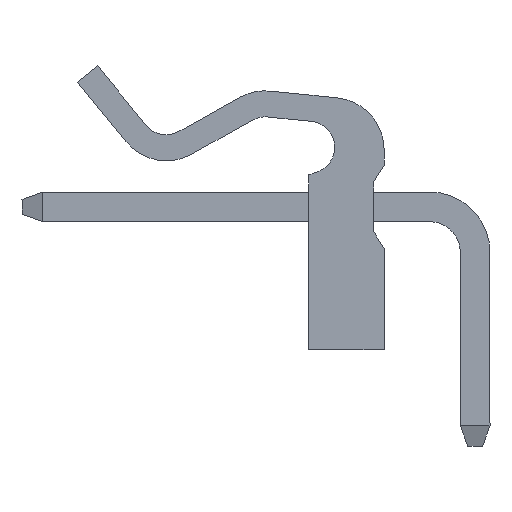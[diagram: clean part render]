
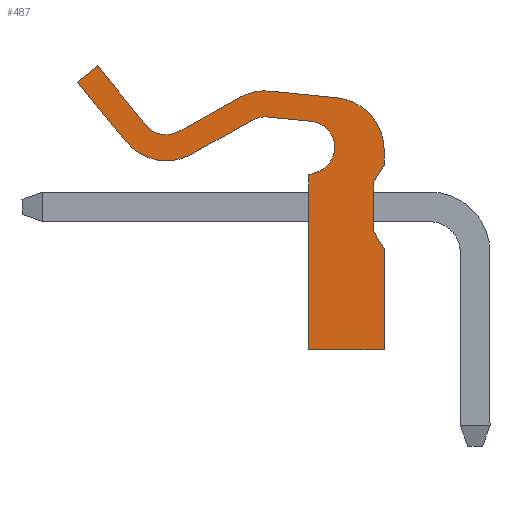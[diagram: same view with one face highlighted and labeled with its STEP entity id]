
A CAD part, left-side view. The second image highlights one B-rep face of the part: STEP entity #487.
In plain terms, the highlighted planar face has unit normal (-1, 0, 0).
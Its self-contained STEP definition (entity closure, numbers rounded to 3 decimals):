
#487=ADVANCED_FACE('',(#874),#876,.T.);
#874=FACE_BOUND('',#875,.T.);
#875=EDGE_LOOP('',(#1187,#1188,#1189,#1190,#1191,#1192,#1193,#1194,#1195,#1196,#1197,
#1198,#1199,#1200,#1201,#1202,#1203,#1204,#1205,#1206,#1207));
#876=PLANE('',#877);
#877=AXIS2_PLACEMENT_3D('',#878,#879,#880);
#878=CARTESIAN_POINT('',(-1.98,0.,0.));
#879=DIRECTION('',(-1.,0.,0.));
#880=DIRECTION('',(0.,0.,-1.));
#1187=ORIENTED_EDGE('',*,*,#1398,.T.);
#1188=ORIENTED_EDGE('',*,*,#1399,.T.);
#1189=ORIENTED_EDGE('',*,*,#1400,.T.);
#1190=ORIENTED_EDGE('',*,*,#1401,.T.);
#1191=ORIENTED_EDGE('',*,*,#1402,.T.);
#1192=ORIENTED_EDGE('',*,*,#1403,.T.);
#1193=ORIENTED_EDGE('',*,*,#1404,.T.);
#1194=ORIENTED_EDGE('',*,*,#1405,.T.);
#1195=ORIENTED_EDGE('',*,*,#1406,.T.);
#1196=ORIENTED_EDGE('',*,*,#1407,.T.);
#1197=ORIENTED_EDGE('',*,*,#1408,.T.);
#1198=ORIENTED_EDGE('',*,*,#1409,.T.);
#1199=ORIENTED_EDGE('',*,*,#1410,.T.);
#1200=ORIENTED_EDGE('',*,*,#1411,.T.);
#1201=ORIENTED_EDGE('',*,*,#1373,.T.);
#1202=ORIENTED_EDGE('',*,*,#1368,.T.);
#1203=ORIENTED_EDGE('',*,*,#1360,.T.);
#1204=ORIENTED_EDGE('',*,*,#1397,.T.);
#1205=ORIENTED_EDGE('',*,*,#1412,.T.);
#1206=ORIENTED_EDGE('',*,*,#1413,.T.);
#1207=ORIENTED_EDGE('',*,*,#1414,.T.);
#1360=EDGE_CURVE('',#1480,#1478,#1481,.T.);
#1368=EDGE_CURVE('',#1494,#1480,#1495,.T.);
#1373=EDGE_CURVE('',#1502,#1494,#1503,.T.);
#1397=EDGE_CURVE('',#1478,#1544,#1546,.T.);
#1398=EDGE_CURVE('',#1547,#1548,#1549,.T.);
#1399=EDGE_CURVE('',#1548,#1550,#1551,.T.);
#1400=EDGE_CURVE('',#1550,#1552,#1553,.T.);
#1401=EDGE_CURVE('',#1552,#1554,#1555,.T.);
#1402=EDGE_CURVE('',#1554,#1556,#1557,.T.);
#1403=EDGE_CURVE('',#1556,#1558,#1559,.T.);
#1404=EDGE_CURVE('',#1558,#1560,#1561,.T.);
#1405=EDGE_CURVE('',#1560,#1562,#1563,.T.);
#1406=EDGE_CURVE('',#1562,#1564,#1565,.T.);
#1407=EDGE_CURVE('',#1564,#1566,#1567,.T.);
#1408=EDGE_CURVE('',#1566,#1568,#1569,.T.);
#1409=EDGE_CURVE('',#1568,#1570,#1571,.T.);
#1410=EDGE_CURVE('',#1570,#1572,#1573,.T.);
#1411=EDGE_CURVE('',#1572,#1502,#1574,.T.);
#1412=EDGE_CURVE('',#1544,#1575,#1576,.T.);
#1413=EDGE_CURVE('',#1575,#1577,#1578,.T.);
#1414=EDGE_CURVE('',#1577,#1547,#1579,.T.);
#1478=VERTEX_POINT('',#1673);
#1480=VERTEX_POINT('',#1677);
#1481=LINE('',#1678,#1679);
#1494=VERTEX_POINT('',#1707);
#1495=LINE('',#1708,#1709);
#1502=VERTEX_POINT('',#1725);
#1503=LINE('',#1726,#1727);
#1544=VERTEX_POINT('',#1819);
#1546=LINE('',#1823,#1824);
#1547=VERTEX_POINT('',#1826);
#1548=VERTEX_POINT('',#1827);
#1549=CIRCLE('',#1828,2.);
#1550=VERTEX_POINT('',#1832);
#1551=LINE('',#1833,#1834);
#1552=VERTEX_POINT('',#1836);
#1553=CIRCLE('',#1837,2.);
#1554=VERTEX_POINT('',#1841);
#1555=LINE('',#1842,#1843);
#1556=VERTEX_POINT('',#1845);
#1557=CIRCLE('',#1846,1.);
#1558=VERTEX_POINT('',#1850);
#1559=LINE('',#1851,#1852);
#1560=VERTEX_POINT('',#1854);
#1561=LINE('',#1855,#1856);
#1562=VERTEX_POINT('',#1858);
#1563=LINE('',#1859,#1860);
#1564=VERTEX_POINT('',#1862);
#1565=CIRCLE('',#1863,2.);
#1566=VERTEX_POINT('',#1867);
#1567=LINE('',#1868,#1869);
#1568=VERTEX_POINT('',#1871);
#1569=CIRCLE('',#1872,1.);
#1570=VERTEX_POINT('',#1876);
#1571=LINE('',#1877,#1878);
#1572=VERTEX_POINT('',#1880);
#1573=CIRCLE('',#1881,1.);
#1574=LINE('',#1885,#1886);
#1575=VERTEX_POINT('',#1888);
#1576=LINE('',#1889,#1890);
#1577=VERTEX_POINT('',#1892);
#1578=LINE('',#1893,#1894);
#1579=LINE('',#1896,#1897);
#1673=CARTESIAN_POINT('',(-1.98,3.5,3.9));
#1677=CARTESIAN_POINT('',(-1.98,3.5,0.));
#1678=CARTESIAN_POINT('',(-1.98,3.5,0.));
#1679=VECTOR('',#1680,1.);
#1680=DIRECTION('',(0.,0.,1.));
#1707=CARTESIAN_POINT('',(-1.98,6.4,0.));
#1708=CARTESIAN_POINT('',(-1.98,6.4,0.));
#1709=VECTOR('',#1710,1.);
#1710=DIRECTION('',(0.,-1.,0.));
#1725=CARTESIAN_POINT('',(-1.98,6.4,6.727));
#1726=CARTESIAN_POINT('',(-1.98,6.4,6.727));
#1727=VECTOR('',#1728,1.);
#1728=DIRECTION('',(0.,0.,-1.));
#1819=CARTESIAN_POINT('',(-1.98,3.9,4.54));
#1823=CARTESIAN_POINT('',(-1.98,3.5,3.9));
#1824=VECTOR('',#1825,1.);
#1825=DIRECTION('',(0.,0.53,0.848));
#1826=CARTESIAN_POINT('',(-1.98,3.5,7.7));
#1827=CARTESIAN_POINT('',(-1.98,5.299,9.69));
#1828=AXIS2_PLACEMENT_3D('',#1829,#1830,#1831);
#1829=CARTESIAN_POINT('',(-1.98,5.5,7.7));
#1830=DIRECTION('',(-1.,-0.,-0.));
#1831=DIRECTION('',(0.,-1.,0.));
#1832=CARTESIAN_POINT('',(-1.98,7.871,9.95));
#1833=CARTESIAN_POINT('',(-1.98,5.299,9.69));
#1834=VECTOR('',#1835,1.);
#1835=DIRECTION('',(0.,0.995,0.101));
#1836=CARTESIAN_POINT('',(-1.98,9.049,9.705));
#1837=AXIS2_PLACEMENT_3D('',#1838,#1839,#1840);
#1838=CARTESIAN_POINT('',(-1.98,8.072,7.96));
#1839=DIRECTION('',(-1.,-0.,-0.));
#1840=DIRECTION('',(0.,-0.101,0.995));
#1841=CARTESIAN_POINT('',(-1.98,11.386,8.397));
#1842=CARTESIAN_POINT('',(-1.98,9.049,9.705));
#1843=VECTOR('',#1844,1.);
#1844=DIRECTION('',(0.,0.873,-0.488));
#1845=CARTESIAN_POINT('',(-1.98,12.649,8.638));
#1846=AXIS2_PLACEMENT_3D('',#1847,#1848,#1849);
#1847=CARTESIAN_POINT('',(-1.98,11.874,9.27));
#1848=DIRECTION('',(1.,0.,0.));
#1849=DIRECTION('',(0.,-0.488,-0.873));
#1850=CARTESIAN_POINT('',(-1.98,14.515,10.922));
#1851=CARTESIAN_POINT('',(-1.98,12.649,8.638));
#1852=VECTOR('',#1853,1.);
#1853=DIRECTION('',(0.,0.632,0.775));
#1854=CARTESIAN_POINT('',(-1.98,15.289,10.29));
#1855=CARTESIAN_POINT('',(-1.98,14.515,10.922));
#1856=VECTOR('',#1857,1.);
#1857=DIRECTION('',(0.,0.775,-0.632));
#1858=CARTESIAN_POINT('',(-1.98,13.424,8.005));
#1859=CARTESIAN_POINT('',(-1.98,15.289,10.29));
#1860=VECTOR('',#1861,1.);
#1861=DIRECTION('',(0.,-0.632,-0.775));
#1862=CARTESIAN_POINT('',(-1.98,10.898,7.525));
#1863=AXIS2_PLACEMENT_3D('',#1864,#1865,#1866);
#1864=CARTESIAN_POINT('',(-1.98,11.874,9.27));
#1865=DIRECTION('',(-1.,-0.,-0.));
#1866=DIRECTION('',(0.,0.775,-0.632));
#1867=CARTESIAN_POINT('',(-1.98,8.561,8.833));
#1868=CARTESIAN_POINT('',(-1.98,10.898,7.525));
#1869=VECTOR('',#1870,1.);
#1870=DIRECTION('',(0.,-0.873,0.488));
#1871=CARTESIAN_POINT('',(-1.98,7.972,8.955));
#1872=AXIS2_PLACEMENT_3D('',#1873,#1874,#1875);
#1873=CARTESIAN_POINT('',(-1.98,8.072,7.96));
#1874=DIRECTION('',(1.,0.,0.));
#1875=DIRECTION('',(0.,0.488,0.873));
#1876=CARTESIAN_POINT('',(-1.98,6.299,8.786));
#1877=CARTESIAN_POINT('',(-1.98,7.972,8.955));
#1878=VECTOR('',#1879,1.);
#1879=DIRECTION('',(0.,-0.995,-0.101));
#1880=CARTESIAN_POINT('',(-1.98,6.058,6.851));
#1881=AXIS2_PLACEMENT_3D('',#1882,#1883,#1884);
#1882=CARTESIAN_POINT('',(-1.98,6.4,7.791));
#1883=DIRECTION('',(1.,0.,0.));
#1884=DIRECTION('',(0.,-0.101,0.995));
#1885=CARTESIAN_POINT('',(-1.98,6.058,6.851));
#1886=VECTOR('',#1887,1.);
#1887=DIRECTION('',(0.,0.94,-0.342));
#1888=CARTESIAN_POINT('',(-1.98,3.9,6.46));
#1889=CARTESIAN_POINT('',(-1.98,3.9,4.54));
#1890=VECTOR('',#1891,1.);
#1891=DIRECTION('',(0.,0.,1.));
#1892=CARTESIAN_POINT('',(-1.98,3.5,7.1));
#1893=CARTESIAN_POINT('',(-1.98,3.9,6.46));
#1894=VECTOR('',#1895,1.);
#1895=DIRECTION('',(0.,-0.53,0.848));
#1896=CARTESIAN_POINT('',(-1.98,3.5,7.1));
#1897=VECTOR('',#1898,1.);
#1898=DIRECTION('',(0.,0.,1.));
